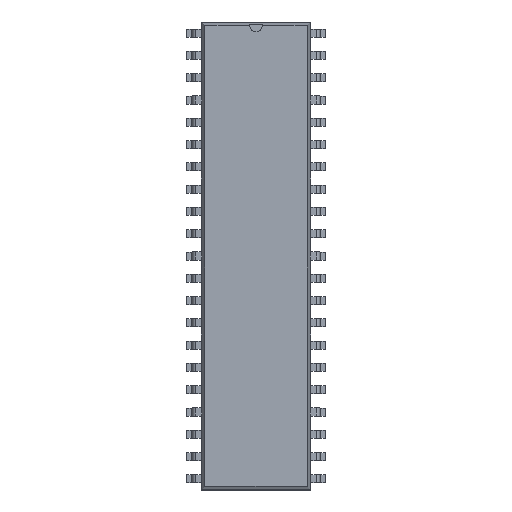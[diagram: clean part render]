
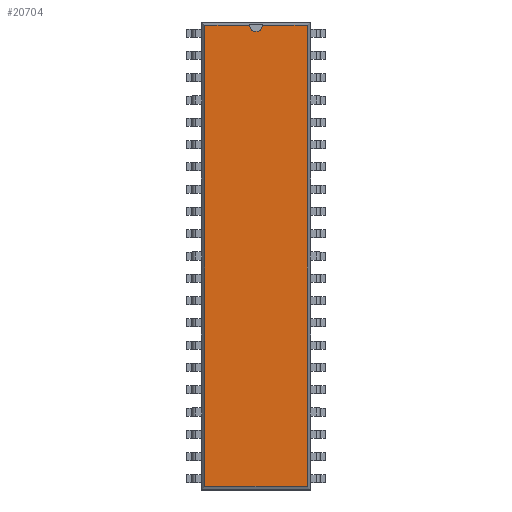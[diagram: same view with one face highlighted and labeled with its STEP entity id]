
A CAD part, top view. The second image highlights one B-rep face of the part: STEP entity #20704.
In plain terms, the highlighted planar face has unit normal (0, 0, 1).
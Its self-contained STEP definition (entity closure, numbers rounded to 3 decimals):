
#13506 = VERTEX_POINT('',#13507);
#13507 = CARTESIAN_POINT('',(5.832,26.271,3.68));
#13512 = EDGE_CURVE('',#13513,#13506,#13515,.T.);
#13513 = VERTEX_POINT('',#13514);
#13514 = CARTESIAN_POINT('',(5.832,-26.271,3.68));
#13515 = LINE('',#13516,#13517);
#13516 = CARTESIAN_POINT('',(5.832,-26.271,3.68));
#13517 = VECTOR('',#13518,1.);
#13518 = DIRECTION('',(0.,1.,0.));
#17001 = VERTEX_POINT('',#17002);
#17002 = CARTESIAN_POINT('',(-5.832,26.271,3.68));
#17007 = EDGE_CURVE('',#17008,#17001,#17010,.T.);
#17008 = VERTEX_POINT('',#17009);
#17009 = CARTESIAN_POINT('',(-0.746,26.271,3.68));
#17010 = LINE('',#17011,#17012);
#17011 = CARTESIAN_POINT('',(5.832,26.271,3.68));
#17012 = VECTOR('',#17013,1.);
#17013 = DIRECTION('',(-1.,0.,0.));
#17033 = VERTEX_POINT('',#17034);
#17034 = CARTESIAN_POINT('',(0.746,26.271,3.68));
#17042 = EDGE_CURVE('',#13506,#17033,#17043,.T.);
#17043 = LINE('',#17044,#17045);
#17044 = CARTESIAN_POINT('',(5.832,26.271,3.68));
#17045 = VECTOR('',#17046,1.);
#17046 = DIRECTION('',(-1.,0.,0.));
#17205 = VERTEX_POINT('',#17206);
#17206 = CARTESIAN_POINT('',(-5.832,-26.271,3.68));
#17211 = EDGE_CURVE('',#17001,#17205,#17212,.T.);
#17212 = LINE('',#17213,#17214);
#17213 = CARTESIAN_POINT('',(-5.832,26.271,3.68));
#17214 = VECTOR('',#17215,1.);
#17215 = DIRECTION('',(0.,-1.,0.));
#20693 = EDGE_CURVE('',#17205,#13513,#20694,.T.);
#20694 = LINE('',#20695,#20696);
#20695 = CARTESIAN_POINT('',(-5.832,-26.271,3.68));
#20696 = VECTOR('',#20697,1.);
#20697 = DIRECTION('',(1.,0.,0.));
#20704 = ADVANCED_FACE('',(#20705),#20728,.F.);
#20705 = FACE_BOUND('',#20706,.F.);
#20706 = EDGE_LOOP('',(#20707,#20708,#20709,#20710,#20711,#20720,#20727)
);
#20707 = ORIENTED_EDGE('',*,*,#13512,.F.);
#20708 = ORIENTED_EDGE('',*,*,#20693,.F.);
#20709 = ORIENTED_EDGE('',*,*,#17211,.F.);
#20710 = ORIENTED_EDGE('',*,*,#17007,.F.);
#20711 = ORIENTED_EDGE('',*,*,#20712,.F.);
#20712 = EDGE_CURVE('',#20713,#17008,#20715,.T.);
#20713 = VERTEX_POINT('',#20714);
#20714 = CARTESIAN_POINT('',(0.,25.596,3.68)
);
#20715 = CIRCLE('',#20716,0.75);
#20716 = AXIS2_PLACEMENT_3D('',#20717,#20718,#20719);
#20717 = CARTESIAN_POINT('',(0.,26.346,3.68));
#20718 = DIRECTION('',(0.,0.,-1.));
#20719 = DIRECTION('',(0.,-1.,0.));
#20720 = ORIENTED_EDGE('',*,*,#20721,.F.);
#20721 = EDGE_CURVE('',#17033,#20713,#20722,.T.);
#20722 = CIRCLE('',#20723,0.75);
#20723 = AXIS2_PLACEMENT_3D('',#20724,#20725,#20726);
#20724 = CARTESIAN_POINT('',(0.,26.346,3.68));
#20725 = DIRECTION('',(0.,0.,-1.));
#20726 = DIRECTION('',(0.,-1.,0.));
#20727 = ORIENTED_EDGE('',*,*,#17042,.F.);
#20728 = PLANE('',#20729);
#20729 = AXIS2_PLACEMENT_3D('',#20730,#20731,#20732);
#20730 = CARTESIAN_POINT('',(5.832,-26.271,3.68));
#20731 = DIRECTION('',(0.,0.,-1.));
#20732 = DIRECTION('',(-0.217,0.976,0.));
